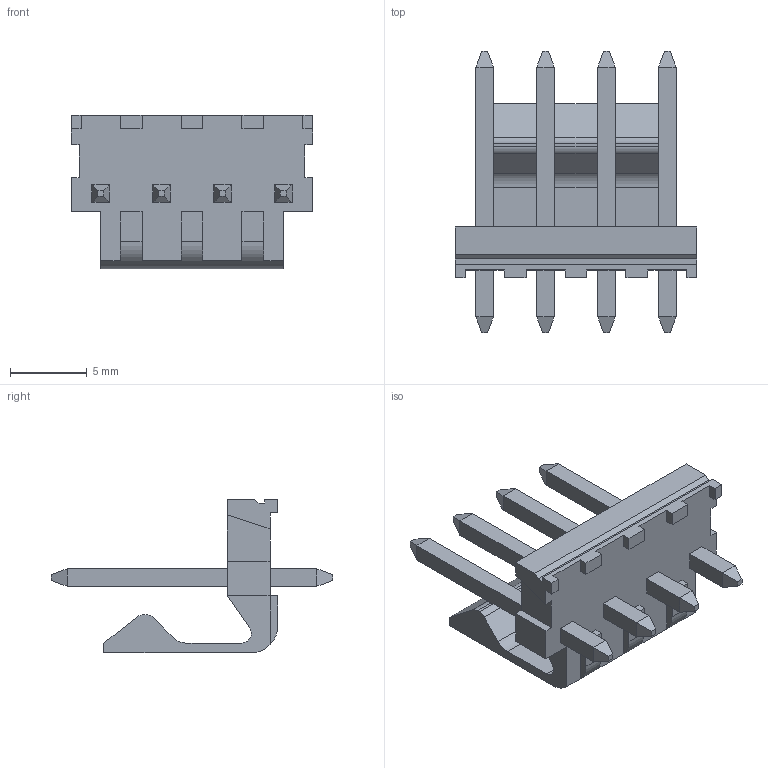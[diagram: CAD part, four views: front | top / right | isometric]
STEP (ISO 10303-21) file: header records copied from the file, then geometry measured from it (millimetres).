
FILE_DESCRIPTION((''),'2;1');
FILE_NAME('026604040','2014-01-21T',('me'),(''),'PRO/ENGINEER BY PARAMETRIC TECHNOLOGY CORPORATION, 2011490','PRO/ENGINEER BY PARAMETRIC TECHNOLOGY CORPORATION, 2011490','');
FILE_SCHEMA(('CONFIG_CONTROL_DESIGN'));
Length unit declared in the file: inch
Products named in the file (1): 026604040
Bounding box: 15.7 x 18.29 x 10.01 mm (x, y, z)
Volume: 557.7 mm3; surface area: 957.1 mm2
Topology: 1 solids, 1 shells, 135 faces, 349 edges, 224 vertices
Faces by surface type: plane 130, cylinder 5
Entity records: 4048 total; most frequent: CARTESIAN_POINT 701, ORIENTED_EDGE 682, DIRECTION 645, EDGE_CURVE 341, VECTOR 325, LINE 325, VERTEX_POINT 216, AXIS2_PLACEMENT_3D 160
